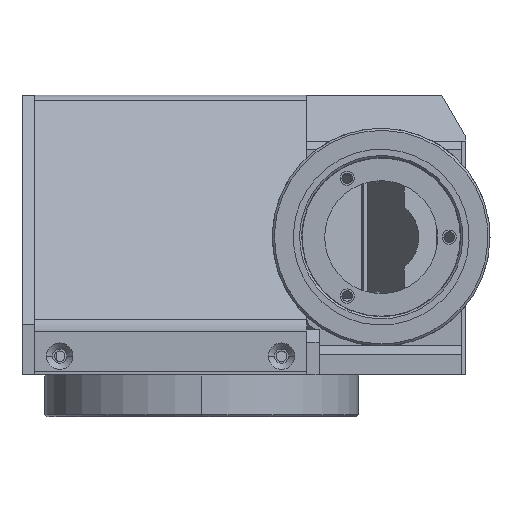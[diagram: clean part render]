
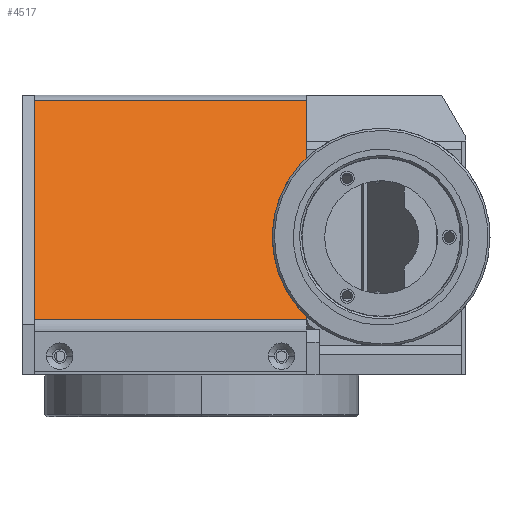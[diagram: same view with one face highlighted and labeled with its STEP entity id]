
A CAD part, left-side view. The second image highlights one B-rep face of the part: STEP entity #4517.
In plain terms, the highlighted planar face has unit normal (-0.707, 0, 0.707).
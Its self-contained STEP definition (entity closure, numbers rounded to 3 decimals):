
#606 = VECTOR ( 'NONE', #9413, 1000. ) ;
#627 = ORIENTED_EDGE ( 'NONE', *, *, #11073, .F. ) ;
#652 = LINE ( 'NONE', #9477, #606 ) ;
#923 = AXIS2_PLACEMENT_3D ( 'NONE', #10218, #10208, #10204 ) ;
#1043 = VECTOR ( 'NONE', #10828, 1000. ) ;
#1179 = LINE ( 'NONE', #10872, #1043 ) ;
#1221 = CARTESIAN_POINT ( 'NONE',  ( -33.828, 69., -19.581 ) ) ;
#1323 = CARTESIAN_POINT ( 'NONE',  ( -33.828, 4., -19.581 ) ) ;
#1468 = VECTOR ( 'NONE', #9493, 1000. ) ;
#1488 = LINE ( 'NONE', #9587, #1501 ) ;
#1501 = VECTOR ( 'NONE', #9496, 1000. ) ;
#2571 = LINE ( 'NONE', #9515, #1468 ) ;
#2746 = CARTESIAN_POINT ( 'NONE',  ( 18.581, 69., 32.828 ) ) ;
#3626 = VERTEX_POINT ( 'NONE', #1221 ) ;
#4517 = ADVANCED_FACE ( 'NONE', ( #11918 ), #10303, .T. ) ;
#5639 = CARTESIAN_POINT ( 'NONE',  ( 18.581, 4., 32.828 ) ) ;
#5877 = VERTEX_POINT ( 'NONE', #1323 ) ;
#6304 = ORIENTED_EDGE ( 'NONE', *, *, #10550, .F. ) ;
#6360 = ORIENTED_EDGE ( 'NONE', *, *, #11086, .F. ) ;
#7343 = ORIENTED_EDGE ( 'NONE', *, *, #11029, .F. ) ;
#9413 = DIRECTION ( 'NONE',  ( 0.707, 0., 0.707 ) ) ;
#9477 = CARTESIAN_POINT ( 'NONE',  ( -34.414, 69., -20.167 ) ) ;
#9493 = DIRECTION ( 'NONE',  ( 0., -1., 0. ) ) ;
#9496 = DIRECTION ( 'NONE',  ( -0.707, 0., -0.707 ) ) ;
#9508 = VERTEX_POINT ( 'NONE', #2746 ) ;
#9515 = CARTESIAN_POINT ( 'NONE',  ( 18.581, 104., 32.828 ) ) ;
#9561 = EDGE_LOOP ( 'NONE', ( #627, #7343, #6360, #6304 ) ) ;
#9587 = CARTESIAN_POINT ( 'NONE',  ( -34.414, 4., -20.167 ) ) ;
#10204 = DIRECTION ( 'NONE',  ( 0.707, 0., 0.707 ) ) ;
#10208 = DIRECTION ( 'NONE',  ( -0.707, 0., 0.707 ) ) ;
#10218 = CARTESIAN_POINT ( 'NONE',  ( -34.414, 104., -20.167 ) ) ;
#10303 = PLANE ( 'NONE',  #923 ) ;
#10550 = EDGE_CURVE ( 'NONE', #5877, #3626, #1179, .T. ) ;
#10828 = DIRECTION ( 'NONE',  ( 0., 1., 0. ) ) ;
#10872 = CARTESIAN_POINT ( 'NONE',  ( -33.828, 104., -19.581 ) ) ;
#11029 = EDGE_CURVE ( 'NONE', #9508, #12133, #2571, .T. ) ;
#11073 = EDGE_CURVE ( 'NONE', #12133, #5877, #1488, .T. ) ;
#11086 = EDGE_CURVE ( 'NONE', #3626, #9508, #652, .T. ) ;
#11918 = FACE_OUTER_BOUND ( 'NONE', #9561, .T. ) ;
#12133 = VERTEX_POINT ( 'NONE', #5639 ) ;
